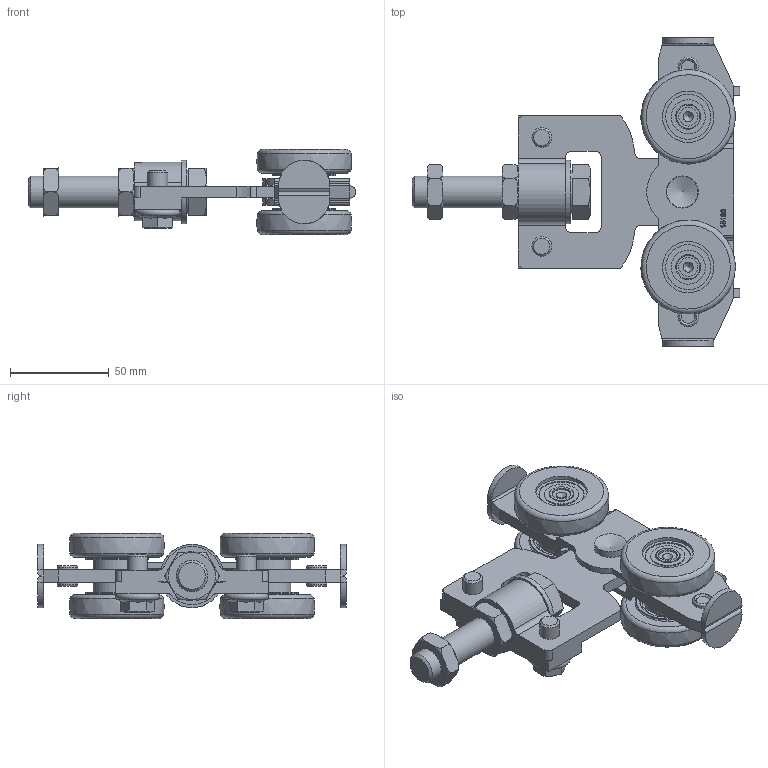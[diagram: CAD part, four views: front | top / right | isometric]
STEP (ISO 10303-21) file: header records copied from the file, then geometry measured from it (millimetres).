
FILE_DESCRIPTION(/* description */ (''),/* implementation_level */ '2;1');
FILE_NAME(/* name */ '9255S.stp',/* time_stamp */ '2016-08-25T09:11:45+02:00',/* author */ ('Giuliano'),/* organization */ (''),/* preprocessor_version */ 'ST-DEVELOPER v15.6',/* originating_system */ 'Autodesk Inventor 2015',/* authorisation */ '');
FILE_SCHEMA (('AUTOMOTIVE_DESIGN { 1 0 10303 214 3 1 1 }'));
Length unit declared in the file: millimetre
Products named in the file (1): Pièce1
Bounding box: 165.55 x 156 x 43 mm (x, y, z)
Volume: 198442.1 mm3; surface area: 88436.4 mm2
Topology: 2 solids, 48 shells, 860 faces, 2227 edges, 1474 vertices
Faces by surface type: plane 378, cylinder 224, torus 102, bspline 98, sphere 32, cone 26
Full cylindrical faces by diameter (mm): 2 x8, 5.2 x2, 9.5 x4, 10 x4, 10.1 x2, 10.4 x4, 11.8 x4, 12 x4, 12.2 x4, 15.8 x1, 16 x3, 16.2 x3, 17 x1, 17.216 x16, 18 x5, 22 x1, 22.784 x16, 24 x4, 26 x4, 28 x12, 29.5 x4, 32 x5
Entity records: 26694 total; most frequent: CARTESIAN_POINT 6455, ORIENTED_EDGE 3940, DIRECTION 3840, EDGE_CURVE 1906, AXIS2_PLACEMENT_3D 1553, VERTEX_POINT 1354, EDGE_LOOP 1194, STYLED_ITEM 862
